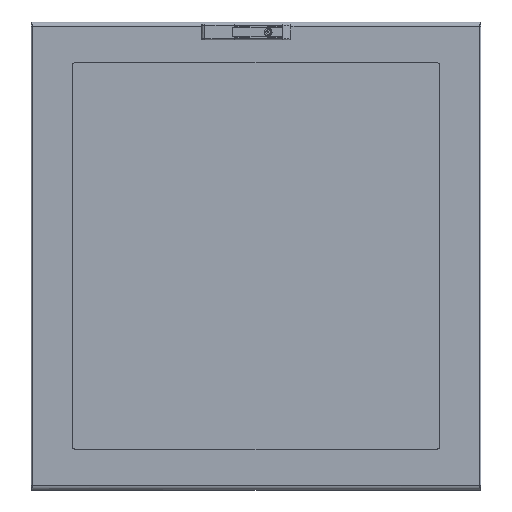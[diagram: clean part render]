
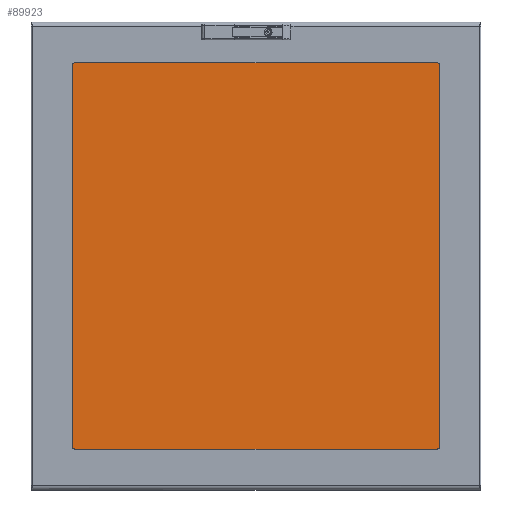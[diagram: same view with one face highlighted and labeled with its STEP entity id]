
A CAD part, top view. The second image highlights one B-rep face of the part: STEP entity #89923.
In plain terms, the highlighted planar face has unit normal (0, 0, 1).
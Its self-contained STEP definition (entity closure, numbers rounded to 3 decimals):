
#60564 = AXIS2_PLACEMENT_3D ( 'NONE', #70347, #70374, #70377 ) ;
#63164 = VECTOR ( 'NONE', #73472, 1000. ) ;
#63166 = VECTOR ( 'NONE', #73482, 1000. ) ;
#63169 = VECTOR ( 'NONE', #73490, 1000. ) ;
#63174 = VECTOR ( 'NONE', #73496, 1000. ) ;
#70347 = CARTESIAN_POINT ( 'NONE',  ( -410., -430., 4. ) ) ;
#70366 = FACE_OUTER_BOUND ( 'NONE', #126623, .T. ) ;
#70368 = PLANE ( 'NONE',  #60564 ) ;
#70374 = DIRECTION ( 'NONE',  ( 0., 0., 1. ) ) ;
#70377 = DIRECTION ( 'NONE',  ( 1., 0., 0. ) ) ;
#73336 = LINE ( 'NONE', #73470, #63164 ) ;
#73468 = LINE ( 'NONE', #73481, #63166 ) ;
#73470 = CARTESIAN_POINT ( 'NONE',  ( -410., 430., 4. ) ) ;
#73471 = LINE ( 'NONE', #73489, #63169 ) ;
#73472 = DIRECTION ( 'NONE',  ( 0., -1., 0. ) ) ;
#73481 = CARTESIAN_POINT ( 'NONE',  ( -410., -430., 4. ) ) ;
#73482 = DIRECTION ( 'NONE',  ( 1., 0., 0. ) ) ;
#73489 = CARTESIAN_POINT ( 'NONE',  ( 410., 430., 4. ) ) ;
#73490 = DIRECTION ( 'NONE',  ( 0., 1., 0. ) ) ;
#73494 = LINE ( 'NONE', #73495, #63174 ) ;
#73495 = CARTESIAN_POINT ( 'NONE',  ( -410., 430., 4. ) ) ;
#73496 = DIRECTION ( 'NONE',  ( -1., 0., 0. ) ) ;
#89923 = ADVANCED_FACE ( 'NONE', ( #70366 ), #70368, .T. ) ;
#94899 = CARTESIAN_POINT ( 'NONE',  ( -410., -430., 4. ) ) ;
#94901 = CARTESIAN_POINT ( 'NONE',  ( -410., 430., 4. ) ) ;
#94903 = CARTESIAN_POINT ( 'NONE',  ( 410., -430., 4. ) ) ;
#94911 = CARTESIAN_POINT ( 'NONE',  ( 410., 430., 4. ) ) ;
#118909 = VERTEX_POINT ( 'NONE', #94899 ) ;
#118912 = VERTEX_POINT ( 'NONE', #94901 ) ;
#118915 = VERTEX_POINT ( 'NONE', #94903 ) ;
#118927 = VERTEX_POINT ( 'NONE', #94911 ) ;
#126236 = EDGE_CURVE ( 'NONE', #118912, #118909, #73336, .T. ) ;
#126240 = EDGE_CURVE ( 'NONE', #118909, #118915, #73468, .T. ) ;
#126243 = EDGE_CURVE ( 'NONE', #118915, #118927, #73471, .T. ) ;
#126245 = EDGE_CURVE ( 'NONE', #118927, #118912, #73494, .T. ) ;
#126623 = EDGE_LOOP ( 'NONE', ( #130261, #130262, #130263, #130264 ) ) ;
#130261 = ORIENTED_EDGE ( 'NONE', *, *, #126236, .T. ) ;
#130262 = ORIENTED_EDGE ( 'NONE', *, *, #126240, .T. ) ;
#130263 = ORIENTED_EDGE ( 'NONE', *, *, #126243, .T. ) ;
#130264 = ORIENTED_EDGE ( 'NONE', *, *, #126245, .T. ) ;
